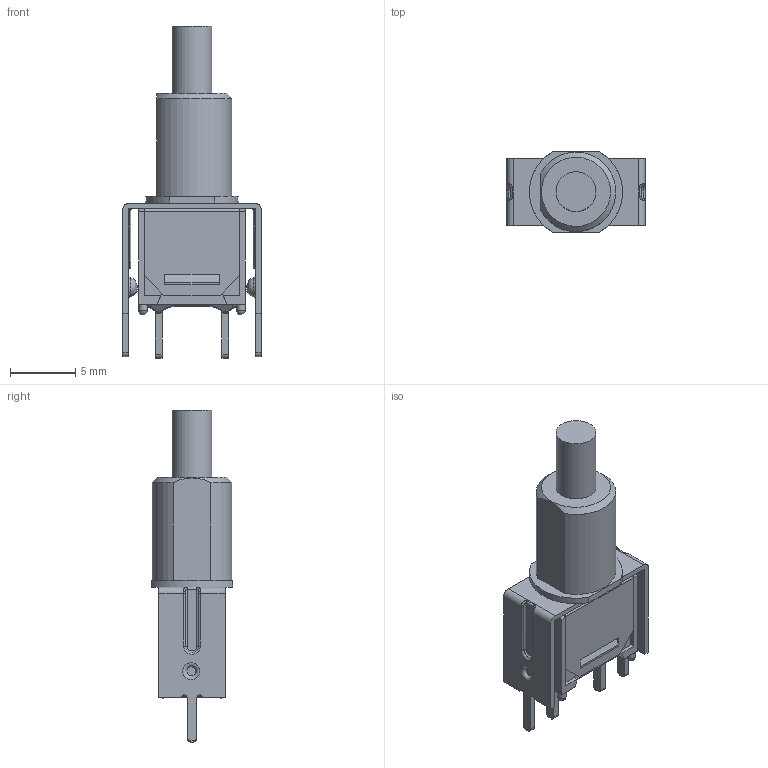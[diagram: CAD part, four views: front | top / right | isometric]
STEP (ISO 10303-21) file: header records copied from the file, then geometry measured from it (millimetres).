
FILE_DESCRIPTION(/* description */ (''),/* implementation_level */ '2;1');
FILE_NAME(/* name */ '800SPxB9VS2xE.stp',/* time_stamp */ '2025-05-16T11:39:44-05:00',/* author */ ('mroman'),/* organization */ (''),/* preprocessor_version */ 'ST-DEVELOPER v18.1',/* originating_system */ 'Autodesk Inventor 2022',/* authorisation */ '');
FILE_SCHEMA (('AUTOMOTIVE_DESIGN { 1 0 10303 214 3 1 1 }'));
Length unit declared in the file: centimetre
Products named in the file (1): 800SPxB9VS2xE
Bounding box: 10.56 x 6.22 x 25.36 mm (x, y, z)
Volume: 497.9 mm3; surface area: 1115.3 mm2
Topology: 1 solids, 2 shells, 268 faces, 690 edges, 422 vertices
Faces by surface type: plane 145, cylinder 68, bspline 32, torus 18, sphere 4, cone 1
Full cylindrical faces by diameter (mm): 0.65 x4, 0.7 x2, 3.05 x1
Entity records: 8988 total; most frequent: CARTESIAN_POINT 2542, ORIENTED_EDGE 1364, DIRECTION 1295, EDGE_CURVE 682, AXIS2_PLACEMENT_3D 434, LINE 427, VECTOR 427, VERTEX_POINT 422
